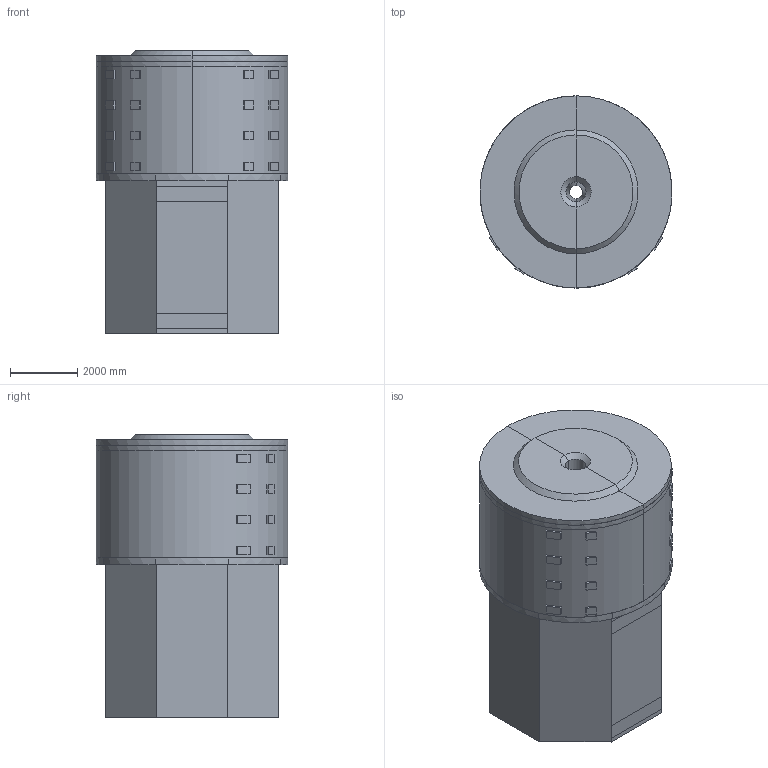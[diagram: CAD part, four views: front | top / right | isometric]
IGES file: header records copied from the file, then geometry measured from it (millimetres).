
Global section: file name: SoLID_CLEO_MAR_18.igs; preprocessor: I-DEAS 3D IGES Translator 18; date: 20180308.141341; units: inch
Bounding box: 5723.75 x 5730.2 x 8443.11 mm (x, y, z)
Volume: 96049613106.1 mm3; surface area: 919148190.7 mm2
Topology: 105 solids, 105 shells, 767 faces, 1670 edges, 1113 vertices
Faces by surface type: bspline 767
